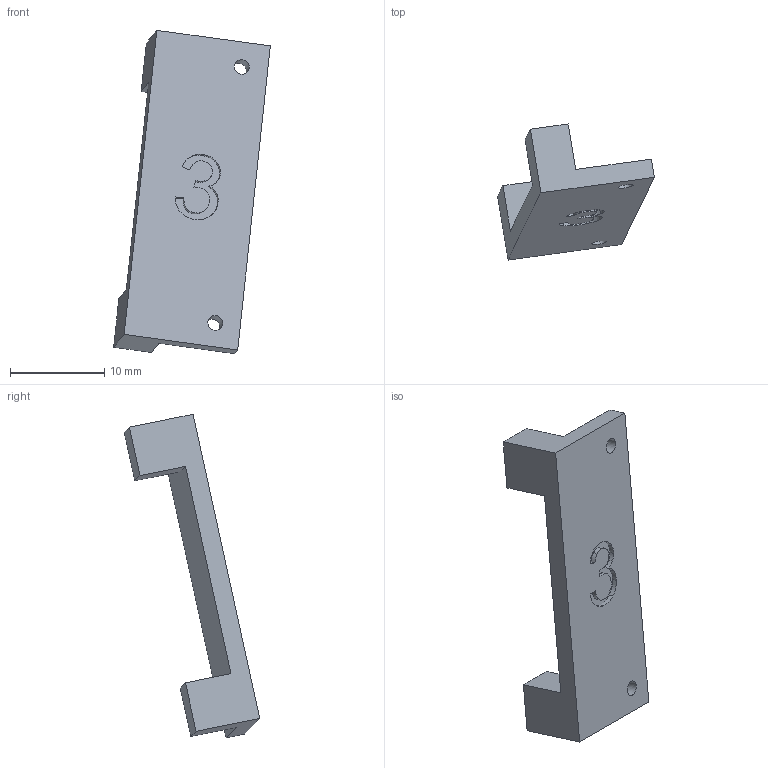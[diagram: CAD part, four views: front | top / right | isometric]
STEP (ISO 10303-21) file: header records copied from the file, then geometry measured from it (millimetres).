
FILE_DESCRIPTION(/* description */ (''),/* implementation_level */ '2;1');
FILE_NAME(/* name */ 'servo3Cover.step',/* time_stamp */ '2025-04-19T08:24:12+02:00',/* author */ (''),/* organization */ (''),/* preprocessor_version */ 'ST-DEVELOPER v20.1',/* originating_system */ 'Autodesk Translation Framework v14.4.0.0',/* authorisation */ '');
FILE_SCHEMA (('AUTOMOTIVE_DESIGN { 1 0 10303 214 3 1 1 }'));
Length unit declared in the file: millimetre
Products named in the file (1): platform
Bounding box: 16.67 x 14.42 x 34.4 mm (x, y, z)
Volume: 1022.3 mm3; surface area: 1218 mm2
Topology: 1 solids, 1 shells, 45 faces, 126 edges, 84 vertices
Faces by surface type: bspline 27, plane 16, cylinder 2
Full cylindrical faces by diameter (mm): 1.6 x2
Entity records: 1735 total; most frequent: CARTESIAN_POINT 715, ORIENTED_EDGE 252, EDGE_CURVE 126, DIRECTION 114, VERTEX_POINT 84, LINE 68, VECTOR 68, B_SPLINE_CURVE_WITH_KNOTS 54
